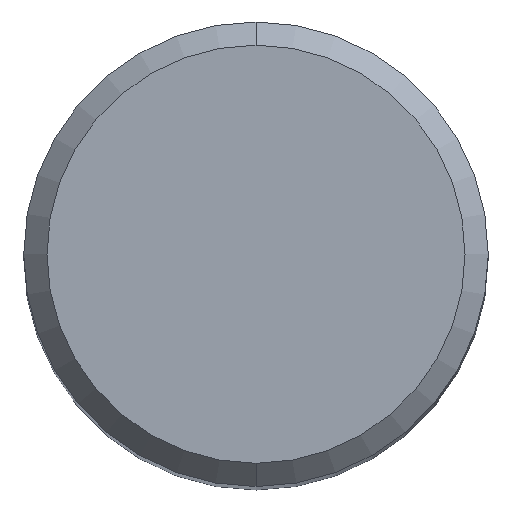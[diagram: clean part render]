
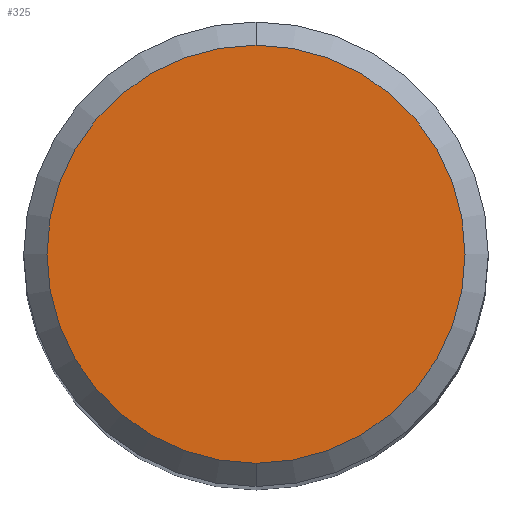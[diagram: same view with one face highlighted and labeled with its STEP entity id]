
A CAD part, top view. The second image highlights one B-rep face of the part: STEP entity #325.
In plain terms, the highlighted planar face has unit normal (0, 0, 1).
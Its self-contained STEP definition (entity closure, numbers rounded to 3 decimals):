
#215=EDGE_CURVE('',#235,#345,#525,.T.);
#235=VERTEX_POINT('',#546);
#325=ADVANCED_FACE('',(#648),#649,.T.);
#345=VERTEX_POINT('',#669);
#395=EDGE_CURVE('',#345,#235,#722,.T.);
#525=CIRCLE('',#905,4.5);
#546=CARTESIAN_POINT('',(0.,-4.5,0.0));
#648=FACE_OUTER_BOUND('',#1180,.T.);
#649=PLANE('',#1181);
#669=CARTESIAN_POINT('',(0.0,4.5,0.0));
#722=CIRCLE('',#1318,4.5);
#905=AXIS2_PLACEMENT_3D('',#1514,#1515,#1516);
#1180=EDGE_LOOP('',(#1667,#1668));
#1181=AXIS2_PLACEMENT_3D('',#1669,#1670,#1671);
#1318=AXIS2_PLACEMENT_3D('',#1724,#1725,#1726);
#1514=CARTESIAN_POINT('',(0.0,0.0,0.0));
#1515=DIRECTION('',(0.0,0.0,-1.0));
#1516=DIRECTION('',(0.0,1.0,0.0));
#1667=ORIENTED_EDGE('',*,*,#395,.F.);
#1668=ORIENTED_EDGE('',*,*,#215,.F.);
#1669=CARTESIAN_POINT('',(0.0,2.25,0.0));
#1670=DIRECTION('',(-0.0,0.0,1.0));
#1671=DIRECTION('',(0.0,-1.0,0.0));
#1724=CARTESIAN_POINT('',(0.0,0.0,0.0));
#1725=DIRECTION('',(0.0,0.0,-1.0));
#1726=DIRECTION('',(0.0,1.0,0.0));
